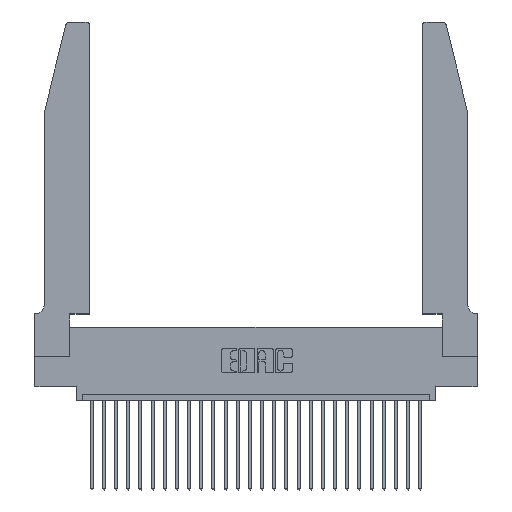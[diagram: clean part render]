
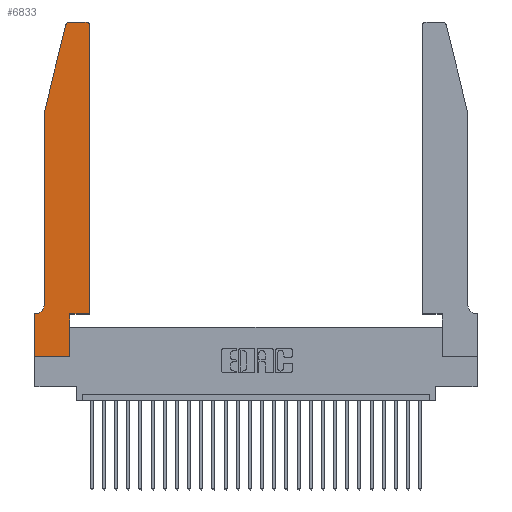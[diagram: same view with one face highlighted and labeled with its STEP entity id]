
A CAD part, top view. The second image highlights one B-rep face of the part: STEP entity #6833.
In plain terms, the highlighted planar face has unit normal (0, 0, 1).
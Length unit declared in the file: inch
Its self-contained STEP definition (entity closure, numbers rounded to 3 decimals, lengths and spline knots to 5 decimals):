
#72 = EDGE_CURVE ( 'NONE', #7436, #26459, #2990, .T. ) ;
#296 = VECTOR ( 'NONE', #25393, 39.37008 ) ;
#689 = VERTEX_POINT ( 'NONE', #1481 ) ;
#718 = CARTESIAN_POINT ( 'NONE',  ( 0.284, 2.72, 0.37 ) ) ;
#1105 = DIRECTION ( 'NONE',  ( 0., 0., 1. ) ) ;
#1124 = VERTEX_POINT ( 'NONE', #16664 ) ;
#1481 = CARTESIAN_POINT ( 'NONE',  ( 0.4205, 2.75, 0.37 ) ) ;
#1882 = VECTOR ( 'NONE', #10187, 39.37008 ) ;
#1923 = CARTESIAN_POINT ( 'NONE',  ( 0.0755, 2., 0.37 ) ) ;
#2233 = DIRECTION ( 'NONE',  ( 1., 0., 0. ) ) ;
#2745 = VERTEX_POINT ( 'NONE', #17641 ) ;
#2801 = VECTOR ( 'NONE', #11981, 39.37008 ) ;
#2890 = DIRECTION ( 'NONE',  ( 1., 0., 0. ) ) ;
#2990 = LINE ( 'NONE', #10365, #296 ) ;
#3169 = AXIS2_PLACEMENT_3D ( 'NONE', #15461, #7013, #21782 ) ;
#3193 = CARTESIAN_POINT ( 'NONE',  ( 0.4205, 2.72, 0.37 ) ) ;
#3526 = VECTOR ( 'NONE', #16311, 39.37008 ) ;
#3533 = CARTESIAN_POINT ( 'NONE',  ( 0.2865, 0.35, 0.37 ) ) ;
#3817 = ORIENTED_EDGE ( 'NONE', *, *, #23337, .T. ) ;
#4068 = ORIENTED_EDGE ( 'NONE', *, *, #4343, .T. ) ;
#4343 = EDGE_CURVE ( 'NONE', #18549, #2745, #5962, .T. ) ;
#4663 = ORIENTED_EDGE ( 'NONE', *, *, #5630, .T. ) ;
#5133 = ORIENTED_EDGE ( 'NONE', *, *, #27319, .T. ) ;
#5492 = LINE ( 'NONE', #1923, #25950 ) ;
#5630 = EDGE_CURVE ( 'NONE', #689, #18800, #26688, .T. ) ;
#5734 = VERTEX_POINT ( 'NONE', #7333 ) ;
#5962 = LINE ( 'NONE', #19825, #6293 ) ;
#6002 = VECTOR ( 'NONE', #9287, 39.37008 ) ;
#6293 = VECTOR ( 'NONE', #9749, 39.37008 ) ;
#6413 = CARTESIAN_POINT ( 'NONE',  ( 0.284, 2.75, 0.37 ) ) ;
#6647 = EDGE_CURVE ( 'NONE', #13100, #689, #19625, .T. ) ;
#6833 = ADVANCED_FACE ( 'NONE', ( #25327 ), #25310, .T. ) ;
#7013 = DIRECTION ( 'NONE',  ( 0., 0., -1. ) ) ;
#7032 = CARTESIAN_POINT ( 'NONE',  ( 0., 0., 0.37 ) ) ;
#7094 = ORIENTED_EDGE ( 'NONE', *, *, #25773, .T. ) ;
#7333 = CARTESIAN_POINT ( 'NONE',  ( 0., 0., 0.37 ) ) ;
#7415 = EDGE_LOOP ( 'NONE', ( #4663, #3817, #12670, #24144, #23130, #4068, #10111, #7094, #14150, #12244, #5133, #21486 ) ) ;
#7436 = VERTEX_POINT ( 'NONE', #27424 ) ;
#7452 = CARTESIAN_POINT ( 'NONE',  ( 0.4505, 0.35, 0.37 ) ) ;
#8324 = EDGE_CURVE ( 'NONE', #1124, #18549, #12372, .T. ) ;
#9275 = EDGE_CURVE ( 'NONE', #21354, #17818, #23761, .T. ) ;
#9287 = DIRECTION ( 'NONE',  ( 0., -1., 0. ) ) ;
#9749 = DIRECTION ( 'NONE',  ( -1., 0., 0. ) ) ;
#10111 = ORIENTED_EDGE ( 'NONE', *, *, #24655, .T. ) ;
#10187 = DIRECTION ( 'NONE',  ( -0.239, -0.971, 0. ) ) ;
#10365 = CARTESIAN_POINT ( 'NONE',  ( 0.4505, 0.35, 0.37 ) ) ;
#10565 = CARTESIAN_POINT ( 'NONE',  ( 0., 0., 0.37 ) ) ;
#10593 = DIRECTION ( 'NONE',  ( 0., -1., 0. ) ) ;
#10963 = VECTOR ( 'NONE', #24211, 39.37008 ) ;
#11127 = AXIS2_PLACEMENT_3D ( 'NONE', #718, #15765, #2890 ) ;
#11232 = EDGE_CURVE ( 'NONE', #17818, #1124, #5492, .T. ) ;
#11981 = DIRECTION ( 'NONE',  ( 0., 1., 0. ) ) ;
#12156 = VERTEX_POINT ( 'NONE', #19017 ) ;
#12244 = ORIENTED_EDGE ( 'NONE', *, *, #72, .T. ) ;
#12372 = CIRCLE ( 'NONE', #3169, 0.07 ) ;
#12670 = ORIENTED_EDGE ( 'NONE', *, *, #9275, .T. ) ;
#13100 = VERTEX_POINT ( 'NONE', #16252 ) ;
#13660 = LINE ( 'NONE', #10565, #23772 ) ;
#14150 = ORIENTED_EDGE ( 'NONE', *, *, #17491, .T. ) ;
#15292 = CARTESIAN_POINT ( 'NONE',  ( 0.2605, 2.75, 0.37 ) ) ;
#15461 = CARTESIAN_POINT ( 'NONE',  ( 0.0055, 0.42, 0.37 ) ) ;
#15765 = DIRECTION ( 'NONE',  ( 0., 0., 1. ) ) ;
#16252 = CARTESIAN_POINT ( 'NONE',  ( 0.4505, 2.72, 0.37 ) ) ;
#16311 = DIRECTION ( 'NONE',  ( 0., 1., 0. ) ) ;
#16457 = AXIS2_PLACEMENT_3D ( 'NONE', #23237, #20828, #18547 ) ;
#16664 = CARTESIAN_POINT ( 'NONE',  ( 0.0755, 0.42, 0.37 ) ) ;
#17491 = EDGE_CURVE ( 'NONE', #12156, #7436, #25049, .T. ) ;
#17641 = CARTESIAN_POINT ( 'NONE',  ( 0., 0.35, 0.37 ) ) ;
#17818 = VERTEX_POINT ( 'NONE', #21736 ) ;
#18547 = DIRECTION ( 'NONE',  ( 1., 0., 0. ) ) ;
#18549 = VERTEX_POINT ( 'NONE', #19198 ) ;
#18800 = VERTEX_POINT ( 'NONE', #6413 ) ;
#19017 = CARTESIAN_POINT ( 'NONE',  ( 0.2865, 0., 0.37 ) ) ;
#19198 = CARTESIAN_POINT ( 'NONE',  ( 0.0055, 0.35, 0.37 ) ) ;
#19625 = CIRCLE ( 'NONE', #27074, 0.03 ) ;
#19825 = CARTESIAN_POINT ( 'NONE',  ( 0.0755, 0.35, 0.37 ) ) ;
#19988 = LINE ( 'NONE', #7452, #2801 ) ;
#20814 = CARTESIAN_POINT ( 'NONE',  ( 0.0755, 2., 0.37 ) ) ;
#20828 = DIRECTION ( 'NONE',  ( 0., 0., 1. ) ) ;
#21354 = VERTEX_POINT ( 'NONE', #22365 ) ;
#21401 = CIRCLE ( 'NONE', #11127, 0.03 ) ;
#21486 = ORIENTED_EDGE ( 'NONE', *, *, #6647, .T. ) ;
#21528 = CARTESIAN_POINT ( 'NONE',  ( 0.4505, 0.35, 0.37 ) ) ;
#21736 = CARTESIAN_POINT ( 'NONE',  ( 0.0755, 2., 0.37 ) ) ;
#21782 = DIRECTION ( 'NONE',  ( -1., 0., 0. ) ) ;
#22365 = CARTESIAN_POINT ( 'NONE',  ( 0.25487, 2.72718, 0.37 ) ) ;
#23130 = ORIENTED_EDGE ( 'NONE', *, *, #8324, .T. ) ;
#23237 = CARTESIAN_POINT ( 'NONE',  ( 0., 0.35, 0.37 ) ) ;
#23337 = EDGE_CURVE ( 'NONE', #18800, #21354, #21401, .T. ) ;
#23417 = DIRECTION ( 'NONE',  ( 1., 0., 0. ) ) ;
#23761 = LINE ( 'NONE', #20814, #1882 ) ;
#23772 = VECTOR ( 'NONE', #23417, 39.37008 ) ;
#23822 = LINE ( 'NONE', #7032, #6002 ) ;
#24144 = ORIENTED_EDGE ( 'NONE', *, *, #11232, .T. ) ;
#24211 = DIRECTION ( 'NONE',  ( -1., 0., 0. ) ) ;
#24655 = EDGE_CURVE ( 'NONE', #2745, #5734, #23822, .T. ) ;
#25049 = LINE ( 'NONE', #3533, #3526 ) ;
#25310 = PLANE ( 'NONE',  #16457 ) ;
#25327 = FACE_OUTER_BOUND ( 'NONE', #7415, .T. ) ;
#25393 = DIRECTION ( 'NONE',  ( 1., 0., 0. ) ) ;
#25773 = EDGE_CURVE ( 'NONE', #5734, #12156, #13660, .T. ) ;
#25950 = VECTOR ( 'NONE', #10593, 39.37008 ) ;
#26459 = VERTEX_POINT ( 'NONE', #21528 ) ;
#26688 = LINE ( 'NONE', #15292, #10963 ) ;
#27074 = AXIS2_PLACEMENT_3D ( 'NONE', #3193, #1105, #2233 ) ;
#27319 = EDGE_CURVE ( 'NONE', #26459, #13100, #19988, .T. ) ;
#27424 = CARTESIAN_POINT ( 'NONE',  ( 0.2865, 0.35, 0.37 ) ) ;
